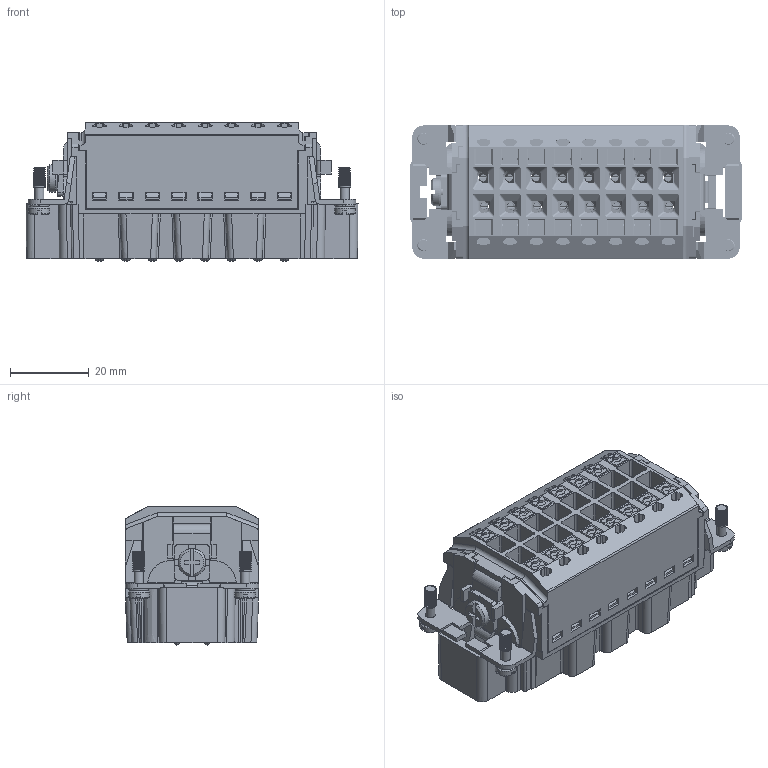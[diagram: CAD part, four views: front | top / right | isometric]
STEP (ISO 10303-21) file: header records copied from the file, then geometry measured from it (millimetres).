
FILE_DESCRIPTION(/* description */ (''),/* implementation_level */ '2;1');
FILE_NAME(/* name */ 'HE-016-MZ.stp',/* time_stamp */ '2023-09-18T16:08:07+08:00',/* author */ (''),/* organization */ (''),/* preprocessor_version */ 'ST-DEVELOPER v16',/* originating_system */ 'SIEMENS PLM Software NX 10.0',/* authorisation */ '');
FILE_SCHEMA (('AUTOMOTIVE_DESIGN { 1 0 10303 214 3 1 1 1 }'));
Products named in the file (1): Admi16F8F3C4ytvi
Bounding box: 84.2 x 33.8 x 35.08 mm (x, y, z)
Volume: 36022.9 mm3; surface area: 55071.7 mm2
Topology: 1 solids, 1 shells, 4694 faces, 13686 edges, 8935 vertices
Faces by surface type: plane 3370, cylinder 983, torus 120, cone 107, bspline 74, extrusion 32, sphere 8
Full cylindrical faces by diameter (mm): 2.4 x4, 2.5 x4, 3 x36, 4 x2, 5 x2, 5.3 x4, 7 x1
Entity records: 171326 total; most frequent: CARTESIAN_POINT 48496, ORIENTED_EDGE 26836, DIRECTION 23971, EDGE_CURVE 13418, VECTOR 10167, LINE 10135, VERTEX_POINT 8808, AXIS2_PLACEMENT_3D 6902
